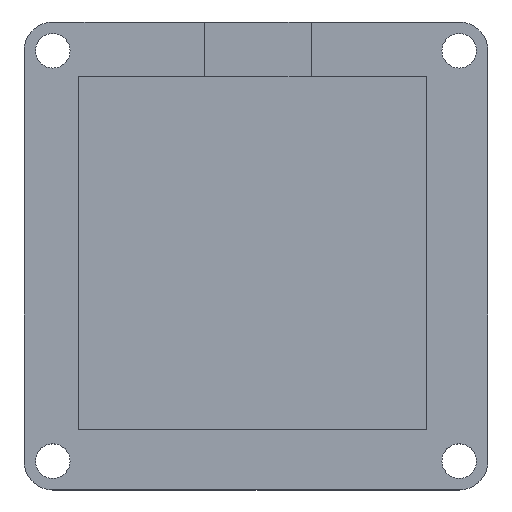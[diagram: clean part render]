
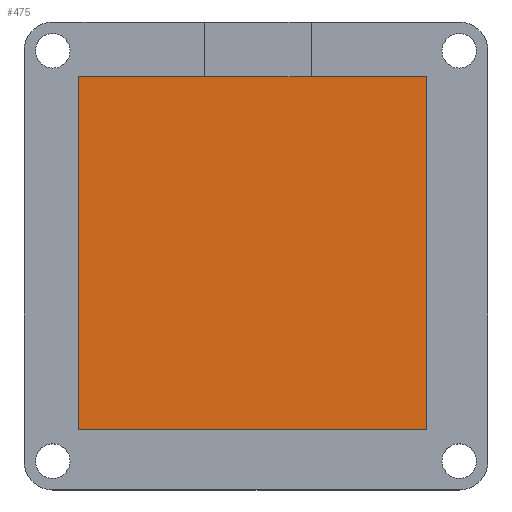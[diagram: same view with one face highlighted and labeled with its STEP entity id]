
A CAD part, top view. The second image highlights one B-rep face of the part: STEP entity #475.
In plain terms, the highlighted planar face has unit normal (0, 0, 1).
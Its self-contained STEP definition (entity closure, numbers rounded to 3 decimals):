
#41=PLANE('',#530);
#65=FACE_OUTER_BOUND('',#93,.T.);
#93=EDGE_LOOP('',(#427,#428,#429,#430,#431,#432));
#124=LINE('',#746,#172);
#133=LINE('',#762,#181);
#134=LINE('',#765,#182);
#136=LINE('',#769,#184);
#138=LINE('',#773,#186);
#140=LINE('',#776,#188);
#172=VECTOR('',#602,10.);
#181=VECTOR('',#619,10.);
#182=VECTOR('',#622,10.);
#184=VECTOR('',#626,10.);
#186=VECTOR('',#630,10.);
#188=VECTOR('',#634,10.);
#241=VERTEX_POINT('',#744);
#242=VERTEX_POINT('',#745);
#245=VERTEX_POINT('',#760);
#246=VERTEX_POINT('',#764);
#247=VERTEX_POINT('',#768);
#248=VERTEX_POINT('',#772);
#290=EDGE_CURVE('',#241,#242,#124,.T.);
#299=EDGE_CURVE('',#242,#245,#133,.T.);
#300=EDGE_CURVE('',#246,#241,#134,.T.);
#302=EDGE_CURVE('',#247,#246,#136,.T.);
#304=EDGE_CURVE('',#245,#248,#138,.T.);
#306=EDGE_CURVE('',#248,#247,#140,.T.);
#427=ORIENTED_EDGE('',*,*,#302,.T.);
#428=ORIENTED_EDGE('',*,*,#300,.T.);
#429=ORIENTED_EDGE('',*,*,#290,.T.);
#430=ORIENTED_EDGE('',*,*,#299,.T.);
#431=ORIENTED_EDGE('',*,*,#304,.T.);
#432=ORIENTED_EDGE('',*,*,#306,.T.);
#475=ADVANCED_FACE('',(#65),#41,.T.);
#530=AXIS2_PLACEMENT_3D('',#797,#661,#662);
#602=DIRECTION('',(-1.,0.,0.));
#619=DIRECTION('',(-1.,0.,0.));
#622=DIRECTION('',(-1.,0.,0.));
#626=DIRECTION('',(0.,1.,0.));
#630=DIRECTION('',(0.,-1.,0.));
#634=DIRECTION('',(1.,0.,0.));
#661=DIRECTION('center_axis',(0.,0.,1.));
#662=DIRECTION('ref_axis',(1.,0.,0.));
#744=CARTESIAN_POINT('',(4.875,50.,3.));
#745=CARTESIAN_POINT('',(-13.63,50.,3.));
#746=CARTESIAN_POINT('',(25.,50.,3.));
#760=CARTESIAN_POINT('',(-35.6,50.,3.));
#762=CARTESIAN_POINT('',(25.,50.,3.));
#764=CARTESIAN_POINT('',(25.,50.,3.));
#765=CARTESIAN_POINT('',(25.,50.,3.));
#768=CARTESIAN_POINT('',(25.,-11.3,3.));
#769=CARTESIAN_POINT('',(25.,-11.3,3.));
#772=CARTESIAN_POINT('',(-35.6,-11.3,3.));
#773=CARTESIAN_POINT('',(-35.6,50.,3.));
#776=CARTESIAN_POINT('',(-35.6,-11.3,3.));
#797=CARTESIAN_POINT('Origin',(-5.3,19.35,3.));
